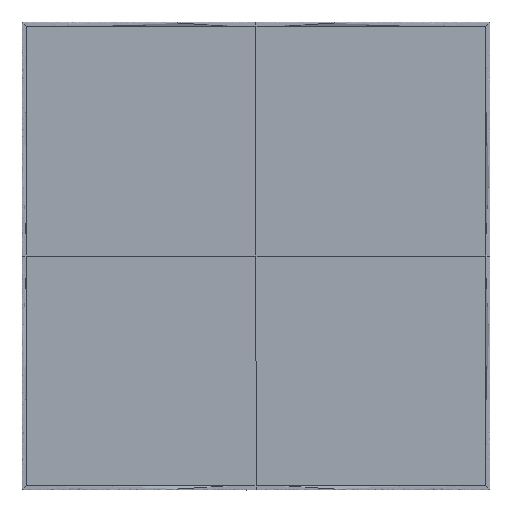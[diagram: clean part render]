
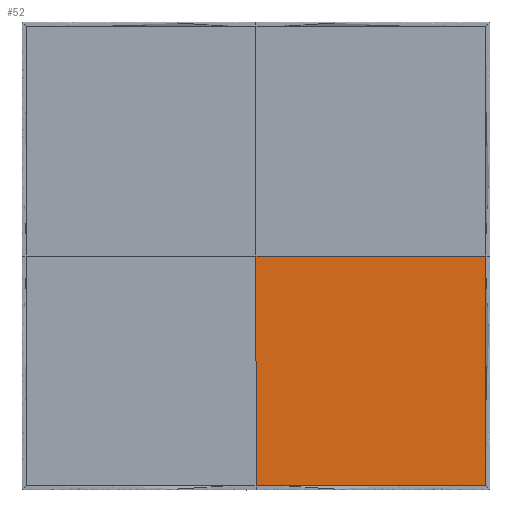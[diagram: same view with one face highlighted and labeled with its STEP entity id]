
A CAD part, front view. The second image highlights one B-rep face of the part: STEP entity #52.
In plain terms, the highlighted planar face has unit normal (0, -1, 0).
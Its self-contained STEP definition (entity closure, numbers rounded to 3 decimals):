
#13=PLANE($,#530);
#52=ADVANCED_FACE($,(#84),#13,.T.);
#84=FACE_OUTER_BOUND($,#116,.T.);
#116=EDGE_LOOP($,(#199,#200,#201,#202));
#199=ORIENTED_EDGE($,*,*,#300,.T.);
#200=ORIENTED_EDGE($,*,*,#295,.T.);
#201=ORIENTED_EDGE($,*,*,#291,.T.);
#202=ORIENTED_EDGE($,*,*,#297,.F.);
#291=EDGE_CURVE($,#339,#344,#409,.T.);
#295=EDGE_CURVE($,#341,#339,#413,.T.);
#297=EDGE_CURVE($,#343,#344,#415,.T.);
#300=EDGE_CURVE($,#343,#341,#418,.T.);
#339=VERTEX_POINT($,#4982);
#341=VERTEX_POINT($,#4984);
#343=VERTEX_POINT($,#4986);
#344=VERTEX_POINT($,#4987);
#409=B_SPLINE_CURVE_WITH_KNOTS($,1,(#4878,#4879),.UNSPECIFIED.,.F.,.F.,(2,
2),(2658.,3000.999),.UNSPECIFIED.);
#413=B_SPLINE_CURVE_WITH_KNOTS($,1,(#4888,#4889),.UNSPECIFIED.,.F.,.F.,(2,
2),(2314.999,2658.),.UNSPECIFIED.);
#415=B_SPLINE_CURVE_WITH_KNOTS($,3,(#4892,#4893,#4894,#4895),.UNSPECIFIED.,
.F.,.F.,(4,4),(0.,343.001),.UNSPECIFIED.);
#418=B_SPLINE_CURVE_WITH_KNOTS($,3,(#4904,#4905,#4906,#4907),.UNSPECIFIED.,
.F.,.F.,(4,4),(-342.999,0.),.UNSPECIFIED.);
#530=AXIS2_PLACEMENT_3D($,#4967,#550,$);
#550=DIRECTION($,(0.,-1.,0.));
#4878=CARTESIAN_POINT($,(416.411,-41.454,-260.715));
#4879=CARTESIAN_POINT($,(416.411,-41.454,82.283));
#4888=CARTESIAN_POINT($,(73.409,-41.454,-260.715));
#4889=CARTESIAN_POINT($,(416.411,-41.454,-260.715));
#4892=CARTESIAN_POINT($,(73.409,-41.454,82.283));
#4893=CARTESIAN_POINT($,(187.743,-41.454,82.283));
#4894=CARTESIAN_POINT($,(302.077,-41.454,82.283));
#4895=CARTESIAN_POINT($,(416.411,-41.454,82.283));
#4904=CARTESIAN_POINT($,(73.409,-41.454,82.283));
#4905=CARTESIAN_POINT($,(73.409,-41.454,-32.05));
#4906=CARTESIAN_POINT($,(73.409,-41.454,-146.382));
#4907=CARTESIAN_POINT($,(73.409,-41.454,-260.715));
#4967=CARTESIAN_POINT($,(416.411,-41.454,82.283));
#4982=CARTESIAN_POINT($,(416.411,-41.454,-260.715));
#4984=CARTESIAN_POINT($,(73.409,-41.454,-260.715));
#4986=CARTESIAN_POINT($,(73.409,-41.454,82.283));
#4987=CARTESIAN_POINT($,(416.411,-41.454,82.283));
